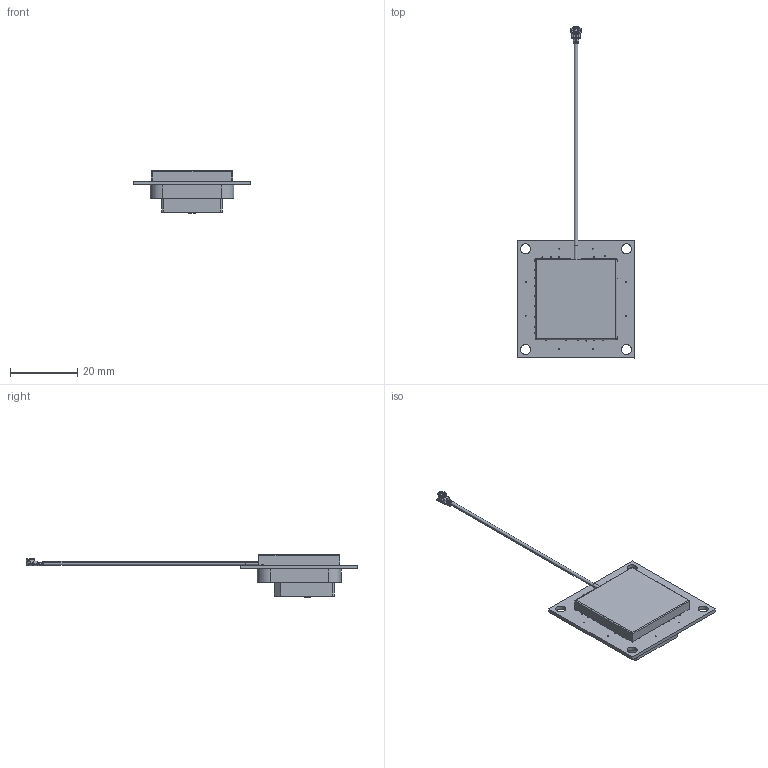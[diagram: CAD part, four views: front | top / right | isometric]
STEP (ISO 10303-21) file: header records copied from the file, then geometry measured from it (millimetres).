
FILE_DESCRIPTION (( 'STEP AP214' ), '1' );
FILE_NAME ('AHP2258.07.0060A_Web.STEP', '2024-05-30T07:39:55', ( '' ), ( '' ), 'SwSTEP 2.0', 'SolidWorks 2022', '' );
FILE_SCHEMA (( 'AUTOMOTIVE_DESIGN' ));
Length unit declared in the file: millimetre
Products named in the file (1): AHP2258.07.0060A_Web
Bounding box: 35 x 98.86 x 12.78 mm (x, y, z)
Surface area: 5512 mm2 (no closed solid volume)
Topology: 0 solids, 30 shells, 347 faces, 1989 edges, 1626 vertices
Faces by surface type: plane 165, cylinder 139, bspline 26, cone 17
Entity records: 25536 total; most frequent: CARTESIAN_POINT 7045, ORIENTED_EDGE 2698, DIRECTION 2688, EDGE_CURVE 1985, VERTEX_POINT 1626, LINE 932, VECTOR 932, AXIS2_PLACEMENT_3D 878
